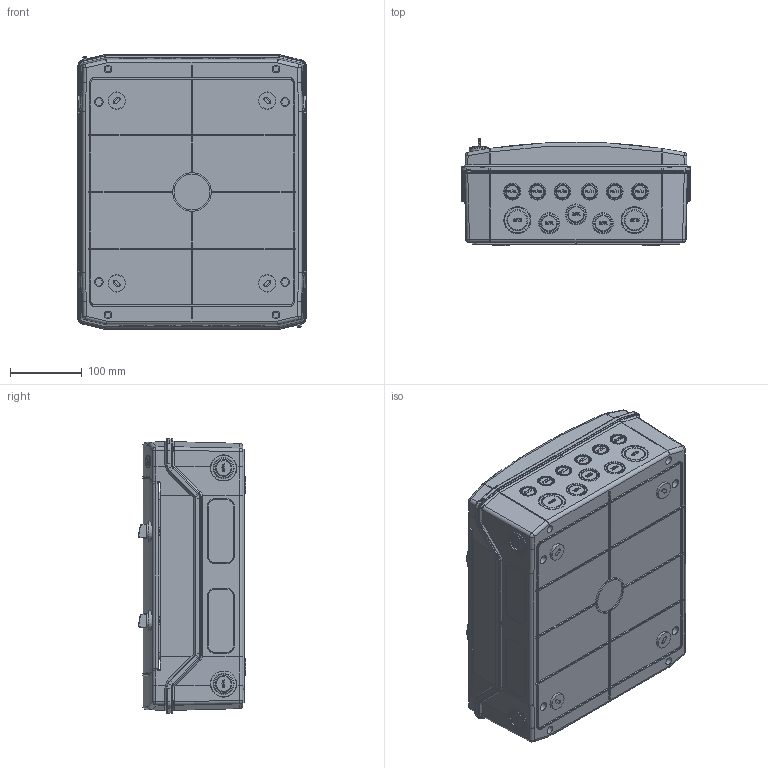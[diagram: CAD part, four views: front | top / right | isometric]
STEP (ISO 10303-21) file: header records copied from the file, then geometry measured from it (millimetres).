
FILE_DESCRIPTION(/* description */ ('Unknown'),/* implementation_level */ '2;1');
FILE_NAME(/* name */ 'ECH_12PT',/* time_stamp */ '2020-06-03T15:21:55+02:00',/* author */ ('Unknown'),/* organization */ ('Unknown'),/* preprocessor_version */ 'ST-DEVELOPER v16.7',/* originating_system */ 'DEX',/* authorisation */ $);
FILE_SCHEMA (('AUTOMOTIVE_DESIGN {1 0 10303 214 3 1 1}'));
Products named in the file (11): ECH_12PT; Bottom_ECH_24PT; Front_ECH_24PT; Door_ECH_24PT; Lock part A; Lock part B; TH Rail; TH bracket; ETI LOGO; Screw 30
Assembly tree (17 placements, depth 3):
  ECH_12PT
    Bottom_ECH_24PT
    Front_ECH_24PT
    Door_ECH_24PT
    Lock part A  x2
    Lock part B  x2
    TH Rail  x2
      TH bracket
      TH Rail
    ETI LOGO
    Screw 30  x4
Bounding box: 318.55 x 149.81 x 383.5 mm (x, y, z)
Volume: 1265938.6 mm3; surface area: 1310863.5 mm2
Topology: 20 solids, 20 shells, 4506 faces, 11675 edges, 7498 vertices
Faces by surface type: plane 2683, bspline 764, cylinder 586, cone 381, torus 60, sphere 32
Full cylindrical faces by diameter (mm): 3.8 x4, 11.5 x2, 15 x4, 20 x2
Entity records: 137779 total; most frequent: CARTESIAN_POINT 49870, ORIENTED_EDGE 19500, DIRECTION 15161, EDGE_CURVE 9750, VERTEX_POINT 6362, LINE 5875, VECTOR 5875, AXIS2_PLACEMENT_3D 4643
